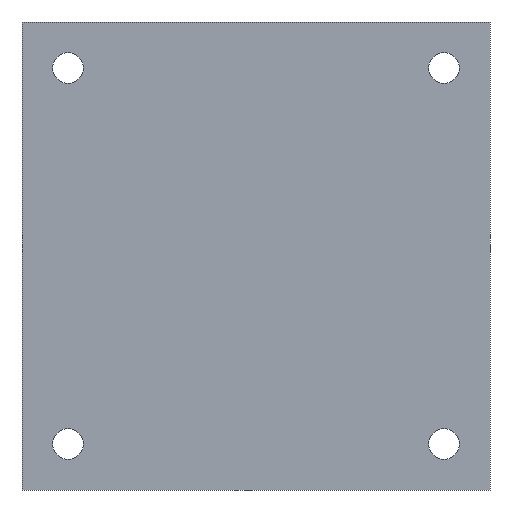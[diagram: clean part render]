
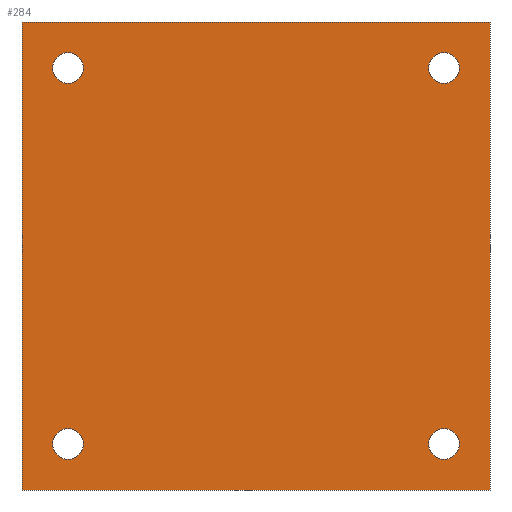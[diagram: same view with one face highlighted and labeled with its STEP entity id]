
A CAD part, front view. The second image highlights one B-rep face of the part: STEP entity #284.
In plain terms, the highlighted planar face has unit normal (0, -1, 0).
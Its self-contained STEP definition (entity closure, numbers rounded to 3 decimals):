
#21=FACE_BOUND('',#113,.T.);
#22=FACE_BOUND('',#114,.T.);
#23=FACE_BOUND('',#115,.T.);
#24=FACE_BOUND('',#116,.T.);
#32=PLANE('',#341);
#43=LINE('',#492,#61);
#46=LINE('',#497,#64);
#48=LINE('',#501,#66);
#50=LINE('',#504,#68);
#61=VECTOR('',#412,10.);
#64=VECTOR('',#417,10.);
#66=VECTOR('',#421,10.);
#68=VECTOR('',#425,10.);
#90=FACE_OUTER_BOUND('',#112,.T.);
#112=EDGE_LOOP('',(#259,#260,#261,#262));
#113=EDGE_LOOP('',(#263));
#114=EDGE_LOOP('',(#264));
#115=EDGE_LOOP('',(#265));
#116=EDGE_LOOP('',(#266));
#124=CIRCLE('',#319,2.5);
#126=CIRCLE('',#322,2.5);
#128=CIRCLE('',#325,2.5);
#130=CIRCLE('',#328,2.5);
#141=VERTEX_POINT('',#449);
#143=VERTEX_POINT('',#455);
#145=VERTEX_POINT('',#461);
#147=VERTEX_POINT('',#467);
#155=VERTEX_POINT('',#490);
#156=VERTEX_POINT('',#491);
#157=VERTEX_POINT('',#496);
#158=VERTEX_POINT('',#500);
#168=EDGE_CURVE('',#141,#141,#124,.T.);
#171=EDGE_CURVE('',#143,#143,#126,.T.);
#174=EDGE_CURVE('',#145,#145,#128,.T.);
#177=EDGE_CURVE('',#147,#147,#130,.T.);
#187=EDGE_CURVE('',#155,#156,#43,.T.);
#190=EDGE_CURVE('',#157,#155,#46,.T.);
#192=EDGE_CURVE('',#158,#157,#48,.T.);
#194=EDGE_CURVE('',#156,#158,#50,.T.);
#259=ORIENTED_EDGE('',*,*,#194,.F.);
#260=ORIENTED_EDGE('',*,*,#187,.F.);
#261=ORIENTED_EDGE('',*,*,#190,.F.);
#262=ORIENTED_EDGE('',*,*,#192,.F.);
#263=ORIENTED_EDGE('',*,*,#168,.T.);
#264=ORIENTED_EDGE('',*,*,#171,.T.);
#265=ORIENTED_EDGE('',*,*,#174,.T.);
#266=ORIENTED_EDGE('',*,*,#177,.T.);
#284=ADVANCED_FACE('',(#90,#21,#22,#23,#24),#32,.F.);
#319=AXIS2_PLACEMENT_3D('',#451,#368,#369);
#322=AXIS2_PLACEMENT_3D('',#457,#375,#376);
#325=AXIS2_PLACEMENT_3D('',#463,#382,#383);
#328=AXIS2_PLACEMENT_3D('',#469,#389,#390);
#341=AXIS2_PLACEMENT_3D('',#506,#428,#429);
#368=DIRECTION('center_axis',(0.,1.,0.));
#369=DIRECTION('ref_axis',(1.,0.,0.));
#375=DIRECTION('center_axis',(0.,1.,0.));
#376=DIRECTION('ref_axis',(1.,0.,0.));
#382=DIRECTION('center_axis',(0.,1.,0.));
#383=DIRECTION('ref_axis',(1.,0.,0.));
#389=DIRECTION('center_axis',(0.,1.,0.));
#390=DIRECTION('ref_axis',(1.,0.,0.));
#412=DIRECTION('',(0.,0.,-1.));
#417=DIRECTION('',(1.,0.,0.));
#421=DIRECTION('',(0.,0.,1.));
#425=DIRECTION('',(-1.,0.,0.));
#428=DIRECTION('center_axis',(0.,1.,0.));
#429=DIRECTION('ref_axis',(0.,0.,1.));
#449=CARTESIAN_POINT('',(-71.2,0.,-7.5));
#451=CARTESIAN_POINT('Origin',(-68.7,0.,-7.5));
#455=CARTESIAN_POINT('',(-10.,0.,-68.7));
#457=CARTESIAN_POINT('Origin',(-7.5,0.,-68.7));
#461=CARTESIAN_POINT('',(-71.2,0.,-68.7));
#463=CARTESIAN_POINT('Origin',(-68.7,0.,-68.7));
#467=CARTESIAN_POINT('',(-10.,0.,-7.5));
#469=CARTESIAN_POINT('Origin',(-7.5,0.,-7.5));
#490=CARTESIAN_POINT('',(0.,0.,0.));
#491=CARTESIAN_POINT('',(0.,0.,-76.2));
#492=CARTESIAN_POINT('',(0.,0.,0.));
#496=CARTESIAN_POINT('',(-76.2,0.,0.));
#497=CARTESIAN_POINT('',(-76.2,0.,0.));
#500=CARTESIAN_POINT('',(-76.2,0.,-76.2));
#501=CARTESIAN_POINT('',(-76.2,0.,-76.2));
#504=CARTESIAN_POINT('',(0.,0.,-76.2));
#506=CARTESIAN_POINT('Origin',(-38.1,0.,-38.1));
